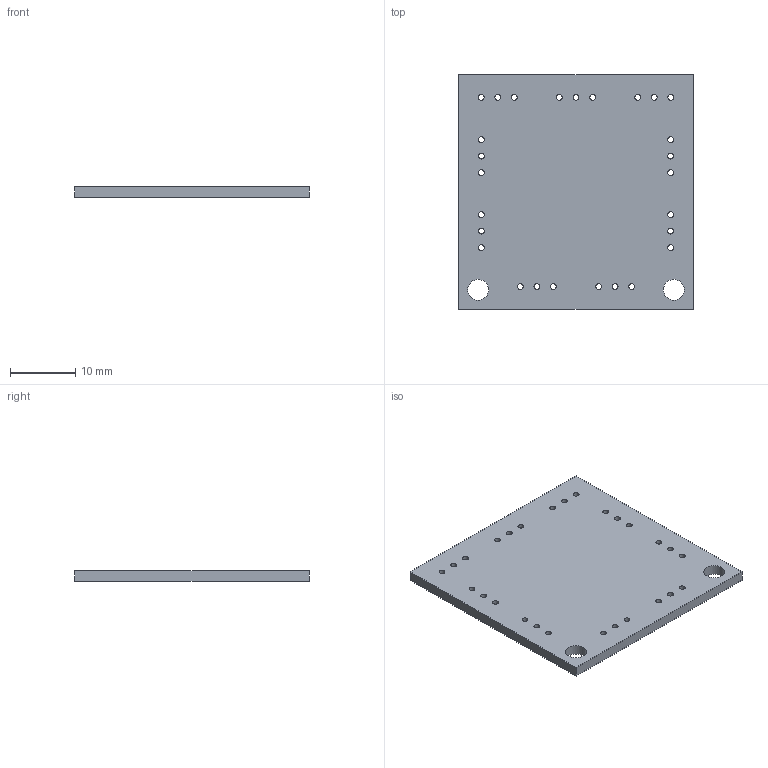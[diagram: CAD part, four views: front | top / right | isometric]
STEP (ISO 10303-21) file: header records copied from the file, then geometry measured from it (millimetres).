
FILE_DESCRIPTION(('KiCad electronic assembly'),'2;1');
FILE_NAME('3x3_6mSiPMs.step','2024-08-05T19:08:13',('Pcbnew'),('Kicad'), 'Open CASCADE STEP processor 7.7','KiCad to STEP converter','Unknown' );
FILE_SCHEMA(('AUTOMOTIVE_DESIGN { 1 0 10303 214 1 1 1 1 }'));
Length unit declared in the file: millimetre
Products named in the file (2): 3x3_6mSiPMs 1; 3x3_6mSiPMs_PCB
Assembly tree (1 placements, depth 2):
  3x3_6mSiPMs 1
    3x3_6mSiPMs_PCB
Bounding box: 36 x 36 x 1.6 mm (x, y, z)
Volume: 2021 mm3; surface area: 2909.6 mm2
Topology: 1 solids, 1 shells, 35 faces, 99 edges, 66 vertices
Faces by surface type: cylinder 29, plane 6
Full cylindrical faces by diameter (mm): 0.89 x27, 3.2 x2
Entity records: 1324 total; most frequent: DIRECTION 231, CARTESIAN_POINT 202, ORIENTED_EDGE 198, EDGE_CURVE 99, AXIS2_PLACEMENT_3D 95, FACE_BOUND 93, EDGE_LOOP 93, VERTEX_POINT 66
